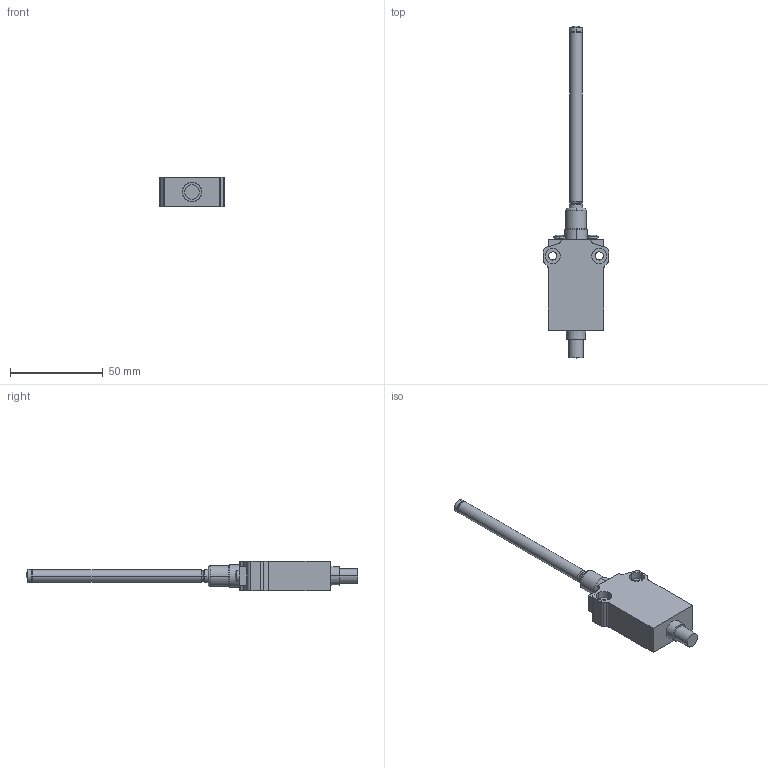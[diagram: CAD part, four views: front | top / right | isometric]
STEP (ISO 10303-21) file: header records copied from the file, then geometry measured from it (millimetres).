
FILE_DESCRIPTION (( 'STEP AP214' ), '1' );
FILE_NAME ('AEM2G9301Z11-3R.step', '2017-12-19T21:35:23', ( '' ), ( '' ), 'SwSTEP 2.0', 'SolidWorks 2017', '' );
FILE_SCHEMA (( 'AUTOMOTIVE_DESIGN' ));
Length unit declared in the file: inch
Products named in the file (1): AEM2G9301Z11-3R
Bounding box: 35 x 178.6 x 16 mm (x, y, z)
Volume: 29133.8 mm3; surface area: 10128.7 mm2
Topology: 3 solids, 3 shells, 129 faces, 321 edges, 207 vertices
Faces by surface type: plane 50, cylinder 46, cone 17, bspline 16
Entity records: 5838 total; most frequent: CARTESIAN_POINT 999, DIRECTION 675, ORIENTED_EDGE 638, EDGE_CURVE 319, AXIS2_PLACEMENT_3D 264, VERTEX_POINT 207, CIRCLE 150, LINE 147
